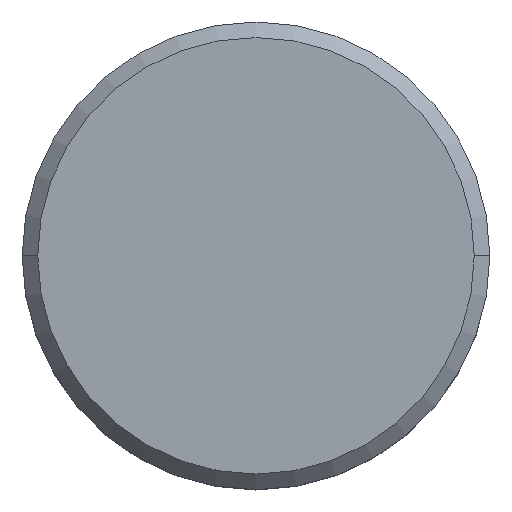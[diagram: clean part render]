
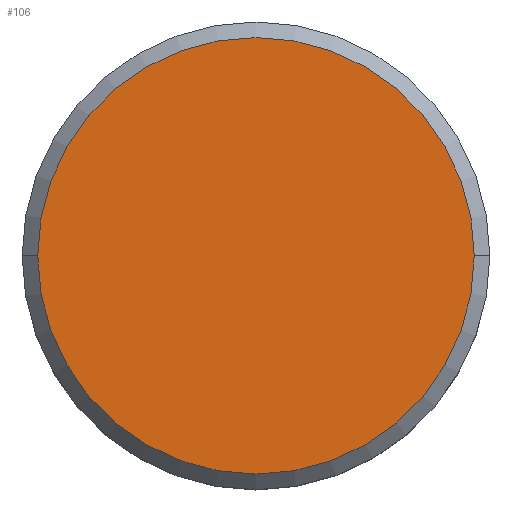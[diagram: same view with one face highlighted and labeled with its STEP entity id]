
A CAD part, top view. The second image highlights one B-rep face of the part: STEP entity #106.
In plain terms, the highlighted planar face has unit normal (0, 0, 1).
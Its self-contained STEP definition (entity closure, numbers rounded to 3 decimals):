
#13 = DIRECTION ( 'NONE',  ( 0., 0., 1. ) ) ;
#21 = CARTESIAN_POINT ( 'NONE',  ( 0., 0., 0. ) ) ;
#73 = DIRECTION ( 'NONE',  ( 0., 0., 1. ) ) ;
#75 = AXIS2_PLACEMENT_3D ( 'NONE', #21, #481, #446 ) ;
#79 = CIRCLE ( 'NONE', #482, 7. ) ;
#106 = ADVANCED_FACE ( 'NONE', ( #162 ), #435, .T. ) ;
#116 = DIRECTION ( 'NONE',  ( 1., 0., 0. ) ) ;
#132 = VERTEX_POINT ( 'NONE', #492 ) ;
#158 = CARTESIAN_POINT ( 'NONE',  ( 7., 0., 0. ) ) ;
#162 = FACE_OUTER_BOUND ( 'NONE', #349, .T. ) ;
#202 = ORIENTED_EDGE ( 'NONE', *, *, #515, .T. ) ;
#205 = CARTESIAN_POINT ( 'NONE',  ( 0., 0., 0. ) ) ;
#248 = CIRCLE ( 'NONE', #75, 7. ) ;
#264 = DIRECTION ( 'NONE',  ( 1., 0., 0. ) ) ;
#317 = AXIS2_PLACEMENT_3D ( 'NONE', #205, #13, #116 ) ;
#349 = EDGE_LOOP ( 'NONE', ( #412, #202 ) ) ;
#412 = ORIENTED_EDGE ( 'NONE', *, *, #455, .T. ) ;
#435 = PLANE ( 'NONE',  #317 ) ;
#446 = DIRECTION ( 'NONE',  ( 1., 0., 0. ) ) ;
#455 = EDGE_CURVE ( 'NONE', #132, #544, #248, .T. ) ;
#481 = DIRECTION ( 'NONE',  ( 0., 0., 1. ) ) ;
#482 = AXIS2_PLACEMENT_3D ( 'NONE', #526, #73, #264 ) ;
#492 = CARTESIAN_POINT ( 'NONE',  ( -7., 0., 0. ) ) ;
#515 = EDGE_CURVE ( 'NONE', #544, #132, #79, .T. ) ;
#526 = CARTESIAN_POINT ( 'NONE',  ( 0., 0., 0. ) ) ;
#544 = VERTEX_POINT ( 'NONE', #158 ) ;
